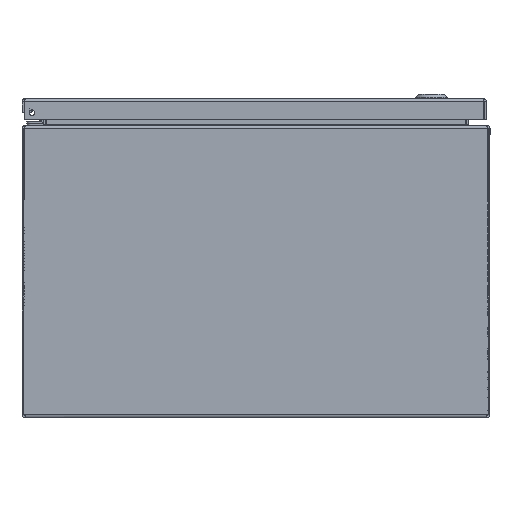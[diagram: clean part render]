
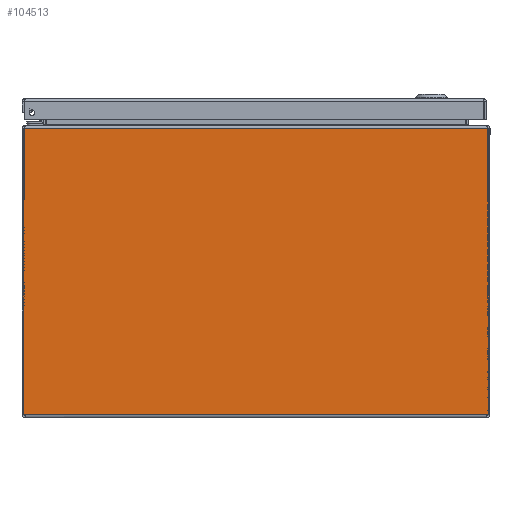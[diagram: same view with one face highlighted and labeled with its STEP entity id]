
A CAD part, front view. The second image highlights one B-rep face of the part: STEP entity #104513.
In plain terms, the highlighted planar face has unit normal (0, -1, 0).
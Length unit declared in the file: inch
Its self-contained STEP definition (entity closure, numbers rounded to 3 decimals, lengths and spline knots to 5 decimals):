
#2137 = EDGE_CURVE ( 'NONE', #102127, #41037, #87483, .T. ) ;
#3668 = ORIENTED_EDGE ( 'NONE', *, *, #67563, .T. ) ;
#4058 = DIRECTION ( 'NONE',  ( 0., 0., 1. ) ) ;
#4550 = CARTESIAN_POINT ( 'NONE',  ( 8., 0., 9.89475 ) ) ;
#5039 = ORIENTED_EDGE ( 'NONE', *, *, #46770, .F. ) ;
#6161 = CARTESIAN_POINT ( 'NONE',  ( 15.963, 0., 9.89475 ) ) ;
#9762 = LINE ( 'NONE', #30632, #38517 ) ;
#12958 = CARTESIAN_POINT ( 'NONE',  ( 0.037, 0., 9.89475 ) ) ;
#13758 = VECTOR ( 'NONE', #61248, 39.37008 ) ;
#18852 = ORIENTED_EDGE ( 'NONE', *, *, #20281, .F. ) ;
#19324 = CARTESIAN_POINT ( 'NONE',  ( 0.11361, 0., 0.10525 ) ) ;
#19827 = PLANE ( 'NONE',  #70630 ) ;
#20281 = EDGE_CURVE ( 'NONE', #41037, #94795, #99670, .T. ) ;
#20489 = ORIENTED_EDGE ( 'NONE', *, *, #2137, .F. ) ;
#21028 = CARTESIAN_POINT ( 'NONE',  ( 15.91495, 0., 9.89475 ) ) ;
#21648 = CARTESIAN_POINT ( 'NONE',  ( 8., 0., 9.89475 ) ) ;
#21702 = LINE ( 'NONE', #19324, #13758 ) ;
#22634 = AXIS2_PLACEMENT_3D ( 'NONE', #70317, #32159, #40894 ) ;
#25897 = VERTEX_POINT ( 'NONE', #43687 ) ;
#30444 = CARTESIAN_POINT ( 'NONE',  ( 15.963, 0., 0.12495 ) ) ;
#30632 = CARTESIAN_POINT ( 'NONE',  ( 8., 0., 9.89475 ) ) ;
#30779 = CIRCLE ( 'NONE', #57349, 0.068 ) ;
#31136 = VECTOR ( 'NONE', #43926, 39.37008 ) ;
#32159 = DIRECTION ( 'NONE',  ( 0., 1., 0. ) ) ;
#32294 = DIRECTION ( 'NONE',  ( 0., 1., 0. ) ) ;
#33219 = VECTOR ( 'NONE', #97032, 39.37008 ) ;
#34990 = LINE ( 'NONE', #82956, #31136 ) ;
#37103 = ORIENTED_EDGE ( 'NONE', *, *, #76441, .F. ) ;
#38517 = VECTOR ( 'NONE', #72487, 39.37008 ) ;
#39350 = VECTOR ( 'NONE', #89767, 39.37008 ) ;
#39901 = CARTESIAN_POINT ( 'NONE',  ( 0.037, 0., 0.10525 ) ) ;
#40894 = DIRECTION ( 'NONE',  ( 0., 0., -1. ) ) ;
#41037 = VERTEX_POINT ( 'NONE', #12958 ) ;
#43687 = CARTESIAN_POINT ( 'NONE',  ( 0.11361, 0., 0.10525 ) ) ;
#43926 = DIRECTION ( 'NONE',  ( 0., 0., -1. ) ) ;
#44087 = ORIENTED_EDGE ( 'NONE', *, *, #107505, .T. ) ;
#46770 = EDGE_CURVE ( 'NONE', #94795, #92067, #9762, .T. ) ;
#50607 = VERTEX_POINT ( 'NONE', #6161 ) ;
#52483 = FACE_OUTER_BOUND ( 'NONE', #107272, .T. ) ;
#54598 = LINE ( 'NONE', #4550, #72803 ) ;
#55737 = CARTESIAN_POINT ( 'NONE',  ( 15.88639, 0., 0.10525 ) ) ;
#57349 = AXIS2_PLACEMENT_3D ( 'NONE', #106562, #32294, #57511 ) ;
#57511 = DIRECTION ( 'NONE',  ( 0., 0., -1. ) ) ;
#61248 = DIRECTION ( 'NONE',  ( -1., 0., 0. ) ) ;
#62485 = CARTESIAN_POINT ( 'NONE',  ( 8., 0., 5.0089 ) ) ;
#63866 = CARTESIAN_POINT ( 'NONE',  ( 0.08505, 0., 9.89475 ) ) ;
#67563 = EDGE_CURVE ( 'NONE', #102127, #25897, #30779, .T. ) ;
#70317 = CARTESIAN_POINT ( 'NONE',  ( 15.93847, 0., 0.06153 ) ) ;
#70411 = EDGE_CURVE ( 'NONE', #82598, #25897, #21702, .T. ) ;
#70630 = AXIS2_PLACEMENT_3D ( 'NONE', #62485, #78484, #4058 ) ;
#71635 = DIRECTION ( 'NONE',  ( 1., 0., 0. ) ) ;
#72487 = DIRECTION ( 'NONE',  ( 1., 0., 0. ) ) ;
#72803 = VECTOR ( 'NONE', #71635, 39.37008 ) ;
#73777 = CARTESIAN_POINT ( 'NONE',  ( 0.037, 0., 0.12495 ) ) ;
#75581 = ORIENTED_EDGE ( 'NONE', *, *, #70411, .F. ) ;
#76441 = EDGE_CURVE ( 'NONE', #92067, #50607, #54598, .T. ) ;
#78484 = DIRECTION ( 'NONE',  ( 0., 1., 0. ) ) ;
#82598 = VERTEX_POINT ( 'NONE', #55737 ) ;
#82956 = CARTESIAN_POINT ( 'NONE',  ( 15.963, 0., 0.10525 ) ) ;
#83553 = ORIENTED_EDGE ( 'NONE', *, *, #107075, .F. ) ;
#87483 = LINE ( 'NONE', #39901, #39350 ) ;
#89767 = DIRECTION ( 'NONE',  ( 0., 0., 1. ) ) ;
#92067 = VERTEX_POINT ( 'NONE', #21028 ) ;
#94795 = VERTEX_POINT ( 'NONE', #63866 ) ;
#97032 = DIRECTION ( 'NONE',  ( 1., 0., 0. ) ) ;
#98769 = CIRCLE ( 'NONE', #22634, 0.068 ) ;
#99670 = LINE ( 'NONE', #21648, #33219 ) ;
#102076 = VERTEX_POINT ( 'NONE', #30444 ) ;
#102127 = VERTEX_POINT ( 'NONE', #73777 ) ;
#104513 = ADVANCED_FACE ( 'NONE', ( #52483 ), #19827, .F. ) ;
#106562 = CARTESIAN_POINT ( 'NONE',  ( 0.06153, 0., 0.06153 ) ) ;
#107075 = EDGE_CURVE ( 'NONE', #50607, #102076, #34990, .T. ) ;
#107272 = EDGE_LOOP ( 'NONE', ( #5039, #18852, #20489, #3668, #75581, #44087, #83553, #37103 ) ) ;
#107505 = EDGE_CURVE ( 'NONE', #82598, #102076, #98769, .T. ) ;
